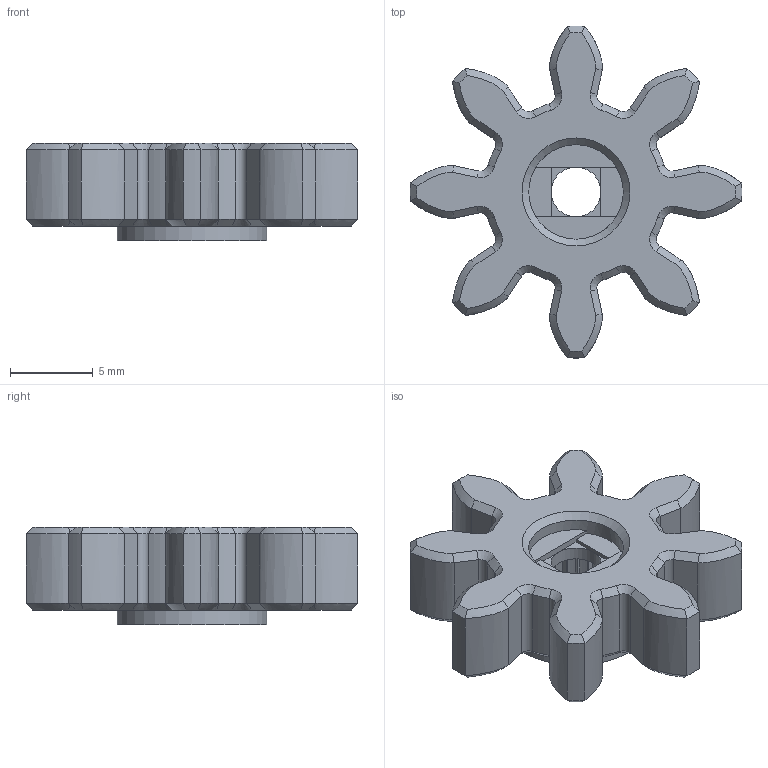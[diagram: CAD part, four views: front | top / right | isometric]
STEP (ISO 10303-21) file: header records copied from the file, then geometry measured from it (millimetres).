
FILE_DESCRIPTION(/* description */ ('Spur Gear; Module: 2.000000; Num Teeth: 8; Pressure Angle: 20.000000; Backlash: 0.00 mm'),/* implementation_level */ '2;1');
FILE_NAME(/* name */ 'spur.step',/* time_stamp */ '2025-08-26T19:10:54-04:00',/* author */ (''),/* organization */ (''),/* preprocessor_version */ 'ST-DEVELOPER v20.1',/* originating_system */ 'Autodesk Translation Framework v14.10.0.0',/* authorisation */ '');
FILE_SCHEMA (('AUTOMOTIVE_DESIGN { 1 0 10303 214 3 1 1 }'));
Length unit declared in the file: millimetre
Products named in the file (1): Spur Gear (8 teeth)
Bounding box: 20 x 20 x 5.9 mm (x, y, z)
Volume: 855.2 mm3; surface area: 973 mm2
Topology: 1 solids, 1 shells, 287 faces, 715 edges, 432 vertices
Faces by surface type: plane 114, cone 65, cylinder 60, bspline 48
Full cylindrical faces by diameter (mm): 3 x1, 5.7 x1, 9 x1
Entity records: 24702 total; most frequent: CARTESIAN_POINT 18083, ORIENTED_EDGE 1430, DIRECTION 1291, EDGE_CURVE 715, VERTEX_POINT 432, AXIS2_PLACEMENT_3D 432, LINE 427, VECTOR 427
